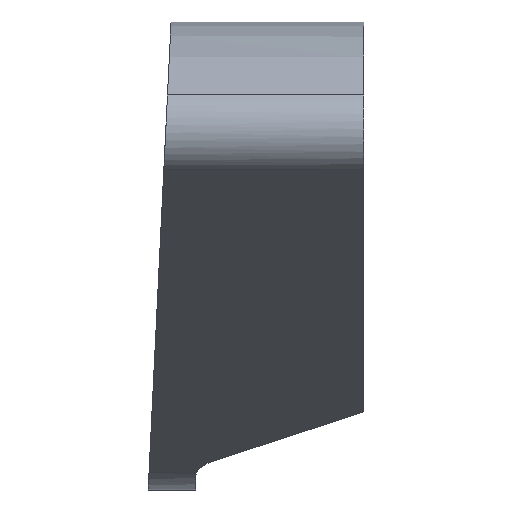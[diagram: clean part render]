
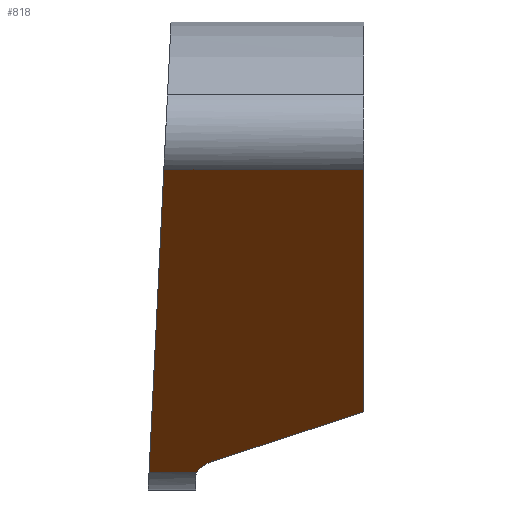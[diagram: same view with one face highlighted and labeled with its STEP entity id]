
A CAD part, left-side view. The second image highlights one B-rep face of the part: STEP entity #818.
In plain terms, the highlighted planar face has unit normal (-0.579, 0, -0.815).
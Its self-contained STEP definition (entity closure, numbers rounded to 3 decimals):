
#9 = EDGE_CURVE ( 'NONE', #510, #975, #437, .T. ) ;
#14 = LINE ( 'NONE', #791, #1429 ) ;
#185 = VERTEX_POINT ( 'NONE', #1867 ) ;
#197 = ORIENTED_EDGE ( 'NONE', *, *, #689, .F. ) ;
#242 = ORIENTED_EDGE ( 'NONE', *, *, #9, .T. ) ;
#284 = EDGE_LOOP ( 'NONE', ( #1060, #242, #1420, #993, #197, #2071 ) ) ;
#361 = DIRECTION ( 'NONE',  ( 0.815, 0., -0.579 ) ) ;
#437 = CIRCLE ( 'NONE', #1186, 3.5 ) ;
#445 = CARTESIAN_POINT ( 'NONE',  ( -43.441, 23., 9.636 ) ) ;
#510 = VERTEX_POINT ( 'NONE', #1803 ) ;
#512 = EDGE_CURVE ( 'NONE', #185, #2008, #804, .T. ) ;
#608 = PLANE ( 'NONE',  #1056 ) ;
#659 = CARTESIAN_POINT ( 'NONE',  ( 0.391, 16.166, -21.507 ) ) ;
#689 = EDGE_CURVE ( 'NONE', #1669, #2008, #14, .T. ) ;
#724 = LINE ( 'NONE', #1051, #1244 ) ;
#791 = CARTESIAN_POINT ( 'NONE',  ( -43.441, 23., 9.636 ) ) ;
#804 = LINE ( 'NONE', #1923, #1257 ) ;
#818 = ADVANCED_FACE ( 'NONE', ( #980 ), #608, .F. ) ;
#924 = LINE ( 'NONE', #1574, #938 ) ;
#938 = VECTOR ( 'NONE', #1488, 1000. ) ;
#975 = VERTEX_POINT ( 'NONE', #659 ) ;
#980 = FACE_OUTER_BOUND ( 'NONE', #284, .T. ) ;
#993 = ORIENTED_EDGE ( 'NONE', *, *, #512, .T. ) ;
#1051 = CARTESIAN_POINT ( 'NONE',  ( -7.744, -1.573, -15.728 ) ) ;
#1056 = AXIS2_PLACEMENT_3D ( 'NONE', #445, #2070, #2087 ) ;
#1060 = ORIENTED_EDGE ( 'NONE', *, *, #1150, .T. ) ;
#1114 = DIRECTION ( 'NONE',  ( 0., -1., 0. ) ) ;
#1146 = CARTESIAN_POINT ( 'NONE',  ( 2.877, 14.45, -23.274 ) ) ;
#1150 = EDGE_CURVE ( 'NONE', #2100, #510, #2076, .T. ) ;
#1186 = AXIS2_PLACEMENT_3D ( 'NONE', #1146, #1833, #361 ) ;
#1244 = VECTOR ( 'NONE', #1371, 1000. ) ;
#1257 = VECTOR ( 'NONE', #2104, 1000. ) ;
#1287 = CARTESIAN_POINT ( 'NONE',  ( 2.085, 22.91, -22.711 ) ) ;
#1371 = DIRECTION ( 'NONE',  ( -0.4, -0.872, 0.284 ) ) ;
#1420 = ORIENTED_EDGE ( 'NONE', *, *, #1430, .T. ) ;
#1429 = VECTOR ( 'NONE', #2089, 1000. ) ;
#1430 = EDGE_CURVE ( 'NONE', #975, #185, #724, .T. ) ;
#1453 = CARTESIAN_POINT ( 'NONE',  ( 2.085, 23., -22.711 ) ) ;
#1488 = DIRECTION ( 'NONE',  ( -0.815, -0.028, 0.579 ) ) ;
#1530 = CARTESIAN_POINT ( 'NONE',  ( -43.441, 0., 9.636 ) ) ;
#1574 = CARTESIAN_POINT ( 'NONE',  ( -43.402, 21.329, 9.609 ) ) ;
#1669 = VERTEX_POINT ( 'NONE', #1858 ) ;
#1708 = EDGE_CURVE ( 'NONE', #2100, #1669, #924, .T. ) ;
#1801 = VECTOR ( 'NONE', #1114, 1000. ) ;
#1803 = CARTESIAN_POINT ( 'NONE',  ( 2.085, 17.812, -22.711 ) ) ;
#1833 = DIRECTION ( 'NONE',  ( 0.579, 0., 0.815 ) ) ;
#1858 = CARTESIAN_POINT ( 'NONE',  ( -43.441, 21.328, 9.636 ) ) ;
#1867 = CARTESIAN_POINT ( 'NONE',  ( -7.022, 0., -16.24 ) ) ;
#1923 = CARTESIAN_POINT ( 'NONE',  ( -43.441, 0., 9.636 ) ) ;
#2008 = VERTEX_POINT ( 'NONE', #1530 ) ;
#2070 = DIRECTION ( 'NONE',  ( 0.579, 0., 0.815 ) ) ;
#2071 = ORIENTED_EDGE ( 'NONE', *, *, #1708, .F. ) ;
#2076 = LINE ( 'NONE', #1453, #1801 ) ;
#2087 = DIRECTION ( 'NONE',  ( 0.815, 0., -0.579 ) ) ;
#2089 = DIRECTION ( 'NONE',  ( 0., -1., 0. ) ) ;
#2100 = VERTEX_POINT ( 'NONE', #1287 ) ;
#2104 = DIRECTION ( 'NONE',  ( -0.815, 0., 0.579 ) ) ;
